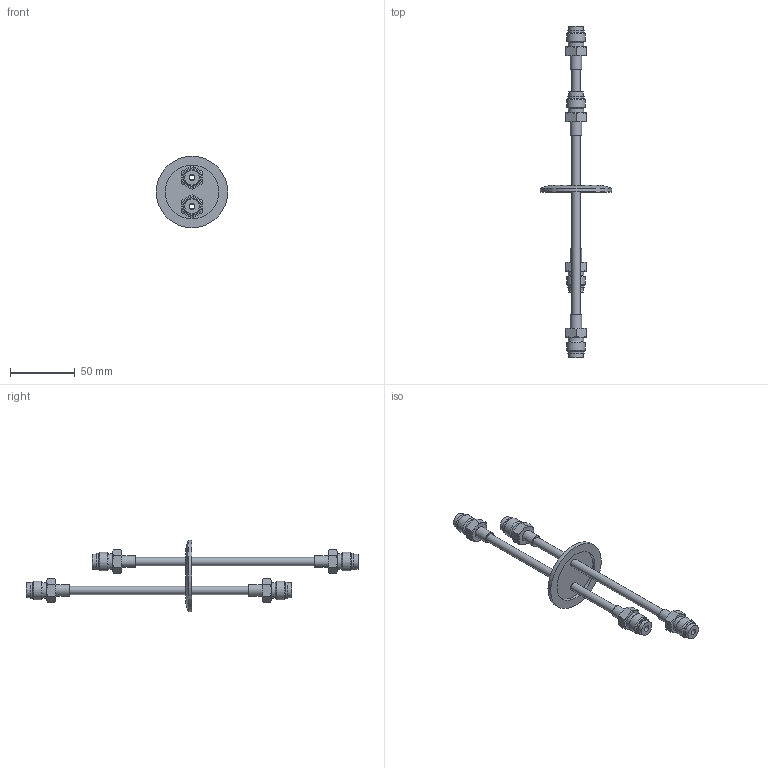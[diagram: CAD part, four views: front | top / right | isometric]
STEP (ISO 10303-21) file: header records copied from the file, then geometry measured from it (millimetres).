
FILE_DESCRIPTION(/* description */ (''),/* implementation_level */ '2;1');
FILE_NAME(/* name */ 'FL-LF2V-40KF.stp',/* time_stamp */ '2018-10-05T10:21:30+01:00',/* author */ ('paul'),/* organization */ (''),/* preprocessor_version */ 'ST-DEVELOPER v17.2',/* originating_system */ 'Autodesk Inventor 2019',/* authorisation */ '');
FILE_SCHEMA (('AUTOMOTIVE_DESIGN { 1 0 10303 214 3 1 1 }'));
Products named in the file (5): FL-LF2-40KFv; 6.35 tube for tube end version; FL-40KF; SS-4-VCR-3; SS-4-VCR-4
Assembly tree (11 placements, depth 2):
  FL-LF2-40KFv
    6.35 tube for tube end version  x2
    FL-40KF
    SS-4-VCR-3  x4
    SS-4-VCR-4  x4
Bounding box: 55 x 255.52 x 55 mm (x, y, z)
Volume: 27368 mm3; surface area: 29157.5 mm2
Topology: 11 solids, 11 shells, 160 faces, 371 edges, 250 vertices
Faces by surface type: plane 63, cone 57, cylinder 40
Full cylindrical faces by diameter (mm): 3.95 x2, 4.572 x4, 6.35 x8, 8.89 x4, 9.144 x4, 11.43 x4, 12.192 x4, 12.7 x4, 14.287 x4, 41.2 x1, 55 x1
Entity records: 1695 total; most frequent: CARTESIAN_POINT 297, DIRECTION 277, ORIENTED_EDGE 220, AXIS2_PLACEMENT_3D 127, EDGE_CURVE 110, VERTEX_POINT 75, EDGE_LOOP 63, CIRCLE 63
